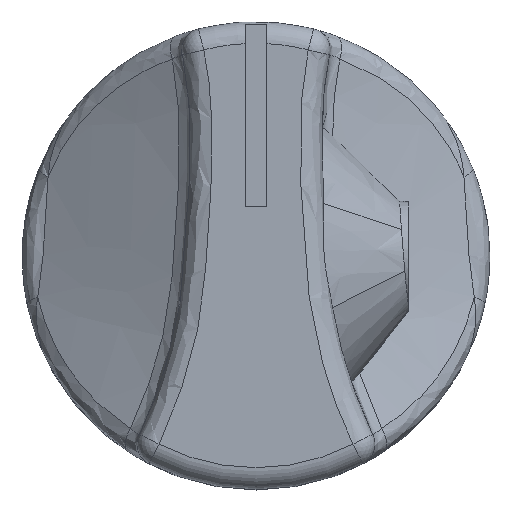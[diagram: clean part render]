
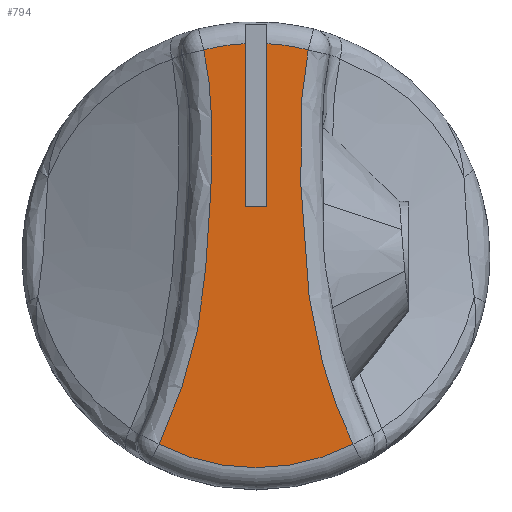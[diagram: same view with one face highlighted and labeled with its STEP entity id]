
A CAD part, top view. The second image highlights one B-rep face of the part: STEP entity #794.
In plain terms, the highlighted planar face has unit normal (0, 0, 1).
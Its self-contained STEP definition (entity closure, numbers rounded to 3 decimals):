
#28=PLANE('',#863);
#43=CIRCLE('',#864,19.5);
#44=CIRCLE('',#865,19.5);
#45=CIRCLE('',#866,19.5);
#102=FACE_OUTER_BOUND('',#157,.T.);
#157=EDGE_LOOP('',(#590,#591,#592,#593,#594,#595,#596,#597));
#199=LINE('',#1589,#214);
#200=LINE('',#1602,#215);
#203=LINE('',#1607,#218);
#214=VECTOR('',#947,10.);
#215=VECTOR('',#950,10.);
#218=VECTOR('',#955,10.);
#256=B_SPLINE_CURVE_WITH_KNOTS('',3,(#1615,#1616,#1617,#1618,#1619,#1620,
#1621,#1622,#1623,#1624,#1625),.UNSPECIFIED.,.F.,.F.,(4,1,1,1,1,1,1,1,4),
(-3.91,-3.382,-2.853,-2.589,
-2.324,-1.796,-1.267,-0.738,
-0.21),.UNSPECIFIED.);
#257=B_SPLINE_CURVE_WITH_KNOTS('',3,(#1629,#1630,#1631,#1632,#1633,#1634,
#1635,#1636,#1637,#1638,#1639,#1640),.UNSPECIFIED.,.F.,.F.,(4,1,1,1,1,1,
1,1,1,4),(-3.91,-3.382,-2.853,-2.324,
-1.796,-1.663,-1.267,-1.003,
-0.738,-0.21),.UNSPECIFIED.);
#326=VERTEX_POINT('',#1576);
#328=VERTEX_POINT('',#1587);
#329=VERTEX_POINT('',#1591);
#331=VERTEX_POINT('',#1601);
#333=VERTEX_POINT('',#1612);
#334=VERTEX_POINT('',#1614);
#335=VERTEX_POINT('',#1626);
#336=VERTEX_POINT('',#1628);
#417=EDGE_CURVE('',#326,#328,#199,.T.);
#419=EDGE_CURVE('',#331,#329,#200,.T.);
#422=EDGE_CURVE('',#328,#331,#203,.T.);
#425=EDGE_CURVE('',#333,#329,#43,.T.);
#426=EDGE_CURVE('',#334,#333,#256,.T.);
#427=EDGE_CURVE('',#335,#334,#44,.T.);
#428=EDGE_CURVE('',#336,#335,#257,.T.);
#429=EDGE_CURVE('',#326,#336,#45,.T.);
#590=ORIENTED_EDGE('',*,*,#417,.T.);
#591=ORIENTED_EDGE('',*,*,#422,.T.);
#592=ORIENTED_EDGE('',*,*,#419,.T.);
#593=ORIENTED_EDGE('',*,*,#425,.F.);
#594=ORIENTED_EDGE('',*,*,#426,.F.);
#595=ORIENTED_EDGE('',*,*,#427,.F.);
#596=ORIENTED_EDGE('',*,*,#428,.F.);
#597=ORIENTED_EDGE('',*,*,#429,.F.);
#794=ADVANCED_FACE('',(#102),#28,.T.);
#863=AXIS2_PLACEMENT_3D('',#1611,#961,#962);
#864=AXIS2_PLACEMENT_3D('',#1613,#963,#964);
#865=AXIS2_PLACEMENT_3D('',#1627,#965,#966);
#866=AXIS2_PLACEMENT_3D('',#1641,#967,#968);
#947=DIRECTION('',(0.,-1.,0.));
#950=DIRECTION('',(0.,1.,0.));
#955=DIRECTION('',(-1.,0.,0.));
#961=DIRECTION('center_axis',(0.,0.,1.));
#962=DIRECTION('ref_axis',(-1.,0.,0.));
#963=DIRECTION('center_axis',(0.,0.,-1.));
#964=DIRECTION('ref_axis',(0.,1.,0.));
#965=DIRECTION('center_axis',(0.,0.,-1.));
#966=DIRECTION('ref_axis',(0.,-1.,0.));
#967=DIRECTION('center_axis',(0.,0.,-1.));
#968=DIRECTION('ref_axis',(0.,1.,0.));
#1576=CARTESIAN_POINT('',(1.,19.474,29.));
#1587=CARTESIAN_POINT('',(1.,4.5,29.));
#1589=CARTESIAN_POINT('',(1.,10.75,29.));
#1591=CARTESIAN_POINT('',(-1.,19.474,29.));
#1601=CARTESIAN_POINT('',(-1.,4.5,29.));
#1602=CARTESIAN_POINT('',(-1.,2.25,29.));
#1607=CARTESIAN_POINT('',(0.5,4.5,29.));
#1611=CARTESIAN_POINT('Origin',(0.,0.,29.));
#1612=CARTESIAN_POINT('',(-4.804,18.899,29.));
#1613=CARTESIAN_POINT('Origin',(0.,0.,29.));
#1614=CARTESIAN_POINT('',(-8.915,-17.343,29.));
#1615=CARTESIAN_POINT('Ctrl Pts',(-8.915,-17.343,29.));
#1616=CARTESIAN_POINT('Ctrl Pts',(-8.123,-15.765,29.));
#1617=CARTESIAN_POINT('Ctrl Pts',(-6.851,-12.484,29.));
#1618=CARTESIAN_POINT('Ctrl Pts',(-5.618,-8.238,29.));
#1619=CARTESIAN_POINT('Ctrl Pts',(-4.974,-4.772,29.));
#1620=CARTESIAN_POINT('Ctrl Pts',(-4.615,-1.263,29.));
#1621=CARTESIAN_POINT('Ctrl Pts',(-4.282,3.125,29.));
#1622=CARTESIAN_POINT('Ctrl Pts',(-4.02,8.379,29.));
#1623=CARTESIAN_POINT('Ctrl Pts',(-4.035,13.651,29.));
#1624=CARTESIAN_POINT('Ctrl Pts',(-4.41,17.183,29.));
#1625=CARTESIAN_POINT('Ctrl Pts',(-4.804,18.899,29.));
#1626=CARTESIAN_POINT('',(8.915,-17.343,29.));
#1627=CARTESIAN_POINT('Origin',(0.,0.,29.));
#1628=CARTESIAN_POINT('',(4.804,18.899,29.));
#1629=CARTESIAN_POINT('Ctrl Pts',(4.804,18.899,29.));
#1630=CARTESIAN_POINT('Ctrl Pts',(4.41,17.183,29.));
#1631=CARTESIAN_POINT('Ctrl Pts',(4.035,13.651,29.));
#1632=CARTESIAN_POINT('Ctrl Pts',(4.021,8.38,29.));
#1633=CARTESIAN_POINT('Ctrl Pts',(4.283,3.125,29.));
#1634=CARTESIAN_POINT('Ctrl Pts',(4.583,-0.825,29.));
#1635=CARTESIAN_POINT('Ctrl Pts',(4.922,-4.334,29.));
#1636=CARTESIAN_POINT('Ctrl Pts',(5.337,-6.946,29.));
#1637=CARTESIAN_POINT('Ctrl Pts',(6.115,-9.935,29.));
#1638=CARTESIAN_POINT('Ctrl Pts',(7.164,-13.305,29.));
#1639=CARTESIAN_POINT('Ctrl Pts',(8.123,-15.765,29.));
#1640=CARTESIAN_POINT('Ctrl Pts',(8.915,-17.343,29.));
#1641=CARTESIAN_POINT('Origin',(0.,0.,29.));
